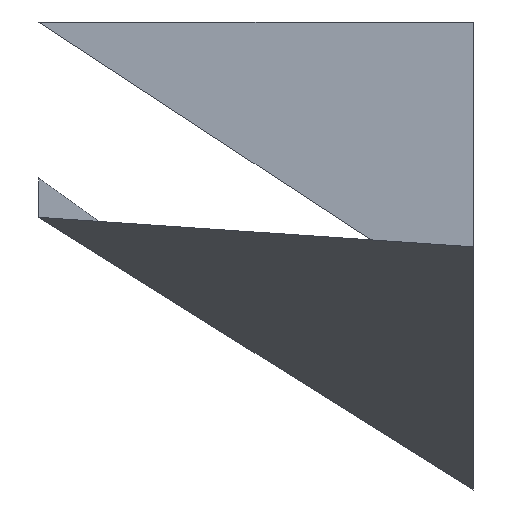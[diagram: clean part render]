
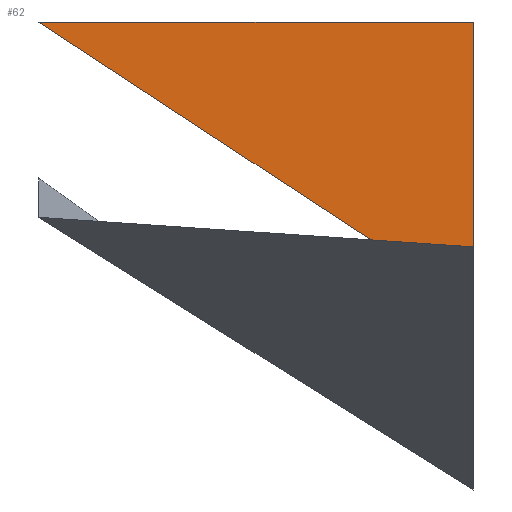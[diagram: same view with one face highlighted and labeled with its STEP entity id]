
A CAD part, left-side view. The second image highlights one B-rep face of the part: STEP entity #62.
In plain terms, the highlighted planar face has unit normal (1, 0, 0).
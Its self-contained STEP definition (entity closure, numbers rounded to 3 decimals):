
#14=B_SPLINE_CURVE_WITH_KNOTS('',3,(#148,#149,#150,#151,#152,#153,#154,
#155,#156,#157,#158,#159,#160,#161,#162,#163,#164,#165,#166,#167),
 .UNSPECIFIED.,.F.,.F.,(4,2,2,2,2,2,2,2,2,4),(-8.039,-6.904,
-6.112,-5.082,-4.741,-3.545,
-2.348,-1.453,-0.851,0.),
 .UNSPECIFIED.);
#17=FACE_OUTER_BOUND('',#20,.T.);
#20=EDGE_LOOP('',(#54,#55,#56));
#25=LINE('',#145,#31);
#26=LINE('',#147,#32);
#31=VECTOR('',#101,10.);
#32=VECTOR('',#102,10.);
#37=VERTEX_POINT('',#143);
#38=VERTEX_POINT('',#144);
#39=VERTEX_POINT('',#146);
#45=EDGE_CURVE('',#37,#38,#25,.T.);
#46=EDGE_CURVE('',#38,#39,#26,.T.);
#47=EDGE_CURVE('',#39,#37,#14,.T.);
#54=ORIENTED_EDGE('',*,*,#45,.T.);
#55=ORIENTED_EDGE('',*,*,#46,.T.);
#56=ORIENTED_EDGE('',*,*,#47,.T.);
#59=PLANE('',#88);
#62=ADVANCED_FACE('',(#17),#59,.T.);
#88=AXIS2_PLACEMENT_3D('',#142,#99,#100);
#99=DIRECTION('center_axis',(1.,0.,0.));
#100=DIRECTION('ref_axis',(0.,0.,-1.));
#101=DIRECTION('',(0.,-1.,0.));
#102=DIRECTION('',(0.,0.,-1.));
#142=CARTESIAN_POINT('Origin',(0.,48.491,-26.899));
#143=CARTESIAN_POINT('',(0.,126.,0.));
#144=CARTESIAN_POINT('',(0.,0.,0.));
#145=CARTESIAN_POINT('',(0.,126.,0.));
#146=CARTESIAN_POINT('',(0.,0.,-82.816));
#147=CARTESIAN_POINT('',(0.,0.,0.));
#148=CARTESIAN_POINT('Ctrl Pts',(0.,0.,
-82.816));
#149=CARTESIAN_POINT('Ctrl Pts',(0.,1.948,
-81.548));
#150=CARTESIAN_POINT('Ctrl Pts',(0.,3.347,
-80.616));
#151=CARTESIAN_POINT('Ctrl Pts',(0.,7.69,-77.759));
#152=CARTESIAN_POINT('Ctrl Pts',(0.,9.004,
-76.899));
#153=CARTESIAN_POINT('Ctrl Pts',(0.,15.468,
-72.653));
#154=CARTESIAN_POINT('Ctrl Pts',(0.,16.206,
-72.166));
#155=CARTESIAN_POINT('Ctrl Pts',(0.,26.078,
-65.676));
#156=CARTESIAN_POINT('Ctrl Pts',(0.,29.615,
-63.351));
#157=CARTESIAN_POINT('Ctrl Pts',(0.,38.122,
-57.759));
#158=CARTESIAN_POINT('Ctrl Pts',(0.,60.9,
-42.788));
#159=CARTESIAN_POINT('Ctrl Pts',(0.,65.1,
-40.028));
#160=CARTESIAN_POINT('Ctrl Pts',(0.,93.096,
-21.627));
#161=CARTESIAN_POINT('Ctrl Pts',(0.,95.55,
-20.014));
#162=CARTESIAN_POINT('Ctrl Pts',(0.,105.402,
-13.537));
#163=CARTESIAN_POINT('Ctrl Pts',(0.,113.513,
-8.211));
#164=CARTESIAN_POINT('Ctrl Pts',(0.,115.452,
-6.94));
#165=CARTESIAN_POINT('Ctrl Pts',(0.,121.906,
-2.693));
#166=CARTESIAN_POINT('Ctrl Pts',(0.,123.625,
-1.551));
#167=CARTESIAN_POINT('Ctrl Pts',(0.,126.,0.));
